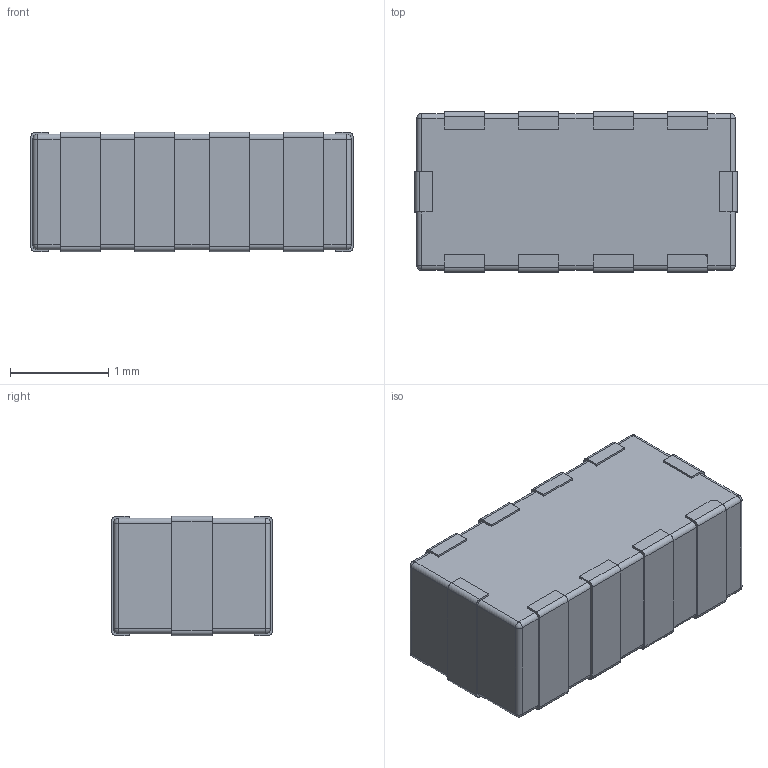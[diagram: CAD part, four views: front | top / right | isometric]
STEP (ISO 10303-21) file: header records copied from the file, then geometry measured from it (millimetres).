
FILE_DESCRIPTION((''),'2;1');
FILE_NAME('CAPCAF_AVX_W3F4.stp','2013-06-04T17:49:59',(''),(''),'Mechanical Desktop 2011','Mechanical Desktop 2011',', , ');
FILE_SCHEMA(('AUTOMOTIVE_DESIGN { 1 2 10303 214 1 1 1 1 }'));
Length unit declared in the file: millimetre
Products named in the file (1): Product
Bounding box: 3.29 x 1.64 x 1.22 mm (x, y, z)
Volume: 6.2 mm3; surface area: 39.6 mm2
Topology: 11 solids, 11 shells, 167 faces, 419 edges, 266 vertices
Faces by surface type: plane 97, cylinder 53, bspline 9, sphere 8
Entity records: 4941 total; most frequent: CARTESIAN_POINT 872, DIRECTION 835, ORIENTED_EDGE 822, EDGE_CURVE 411, VECTOR 305, LINE 305, VERTEX_POINT 266, AXIS2_PLACEMENT_3D 265
